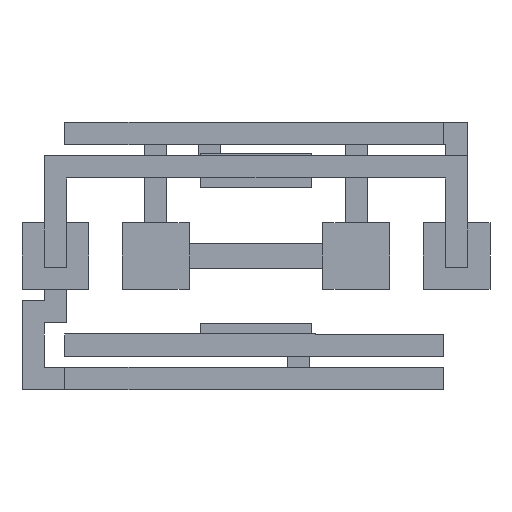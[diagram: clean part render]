
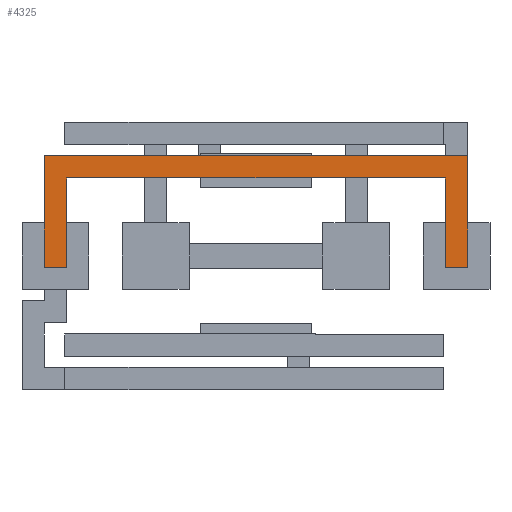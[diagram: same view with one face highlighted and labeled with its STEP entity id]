
A CAD part, left-side view. The second image highlights one B-rep face of the part: STEP entity #4325.
In plain terms, the highlighted planar face has unit normal (-1, 0, 0).
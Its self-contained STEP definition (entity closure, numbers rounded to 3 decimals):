
#111=FACE_OUTER_BOUND('',#337,.T.);
#337=EDGE_LOOP('',(#3267,#3268,#3269,#3270,#3271,#3272,#3273,#3274));
#689=LINE('',#6207,#1313);
#692=LINE('',#6212,#1316);
#700=LINE('',#6227,#1324);
#765=LINE('',#6359,#1389);
#766=LINE('',#6360,#1390);
#767=LINE('',#6362,#1391);
#768=LINE('',#6364,#1392);
#769=LINE('',#6365,#1393);
#1313=VECTOR('',#5067,10.);
#1316=VECTOR('',#5072,10.);
#1324=VECTOR('',#5084,10.);
#1389=VECTOR('',#5159,10.);
#1390=VECTOR('',#5160,10.);
#1391=VECTOR('',#5161,10.);
#1392=VECTOR('',#5162,10.);
#1393=VECTOR('',#5163,10.);
#1871=VERTEX_POINT('',#6205);
#1872=VERTEX_POINT('',#6206);
#1873=VERTEX_POINT('',#6211);
#1878=VERTEX_POINT('',#6225);
#1939=VERTEX_POINT('',#6357);
#1940=VERTEX_POINT('',#6358);
#1941=VERTEX_POINT('',#6361);
#1942=VERTEX_POINT('',#6363);
#2353=EDGE_CURVE('',#1871,#1872,#689,.T.);
#2356=EDGE_CURVE('',#1873,#1871,#692,.T.);
#2364=EDGE_CURVE('',#1872,#1878,#700,.T.);
#2429=EDGE_CURVE('',#1939,#1940,#765,.T.);
#2430=EDGE_CURVE('',#1940,#1873,#766,.T.);
#2431=EDGE_CURVE('',#1878,#1941,#767,.T.);
#2432=EDGE_CURVE('',#1941,#1942,#768,.T.);
#2433=EDGE_CURVE('',#1942,#1939,#769,.T.);
#3267=ORIENTED_EDGE('',*,*,#2429,.T.);
#3268=ORIENTED_EDGE('',*,*,#2430,.T.);
#3269=ORIENTED_EDGE('',*,*,#2356,.T.);
#3270=ORIENTED_EDGE('',*,*,#2353,.T.);
#3271=ORIENTED_EDGE('',*,*,#2364,.T.);
#3272=ORIENTED_EDGE('',*,*,#2431,.T.);
#3273=ORIENTED_EDGE('',*,*,#2432,.T.);
#3274=ORIENTED_EDGE('',*,*,#2433,.T.);
#4101=PLANE('',#4567);
#4325=ADVANCED_FACE('',(#111),#4101,.F.);
#4567=AXIS2_PLACEMENT_3D('',#6356,#5157,#5158);
#5067=DIRECTION('',(0.,-1.,0.));
#5072=DIRECTION('',(0.,0.,-1.));
#5084=DIRECTION('',(0.,0.,1.));
#5157=DIRECTION('center_axis',(1.,0.,0.));
#5158=DIRECTION('ref_axis',(0.,0.,-1.));
#5159=DIRECTION('',(0.,0.,1.));
#5160=DIRECTION('',(0.,1.,0.));
#5161=DIRECTION('',(0.,-1.,0.));
#5162=DIRECTION('',(0.,0.,-1.));
#5163=DIRECTION('',(0.,-1.,0.));
#6205=CARTESIAN_POINT('',(-55.,19.,-1.));
#6206=CARTESIAN_POINT('',(-55.,17.,-1.));
#6207=CARTESIAN_POINT('',(-55.,9.,-1.));
#6211=CARTESIAN_POINT('',(-55.,19.,9.));
#6212=CARTESIAN_POINT('',(-55.,19.,3.6));
#6225=CARTESIAN_POINT('',(-55.,17.,7.));
#6227=CARTESIAN_POINT('',(-55.,17.,2.875));
#6356=CARTESIAN_POINT('Origin',(-55.,0.,4.));
#6357=CARTESIAN_POINT('',(-55.,-19.,-1.));
#6358=CARTESIAN_POINT('',(-55.,-19.,9.));
#6359=CARTESIAN_POINT('',(-55.,-19.,3.6));
#6360=CARTESIAN_POINT('',(-55.,0.,9.));
#6361=CARTESIAN_POINT('',(-55.,-17.,7.));
#6362=CARTESIAN_POINT('',(-55.,0.,7.));
#6363=CARTESIAN_POINT('',(-55.,-17.,-1.));
#6364=CARTESIAN_POINT('',(-55.,-17.,2.875));
#6365=CARTESIAN_POINT('',(-55.,-9.,-1.));
